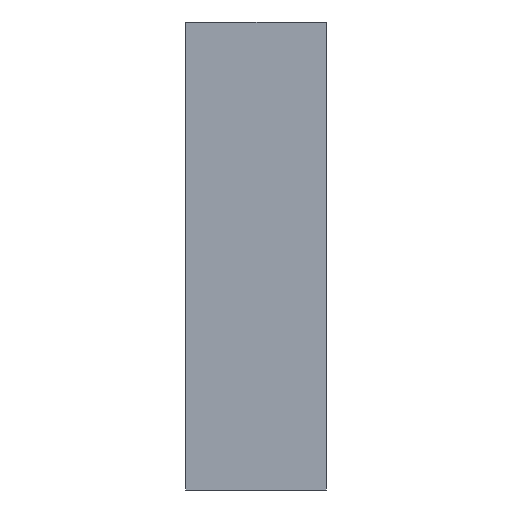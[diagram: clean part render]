
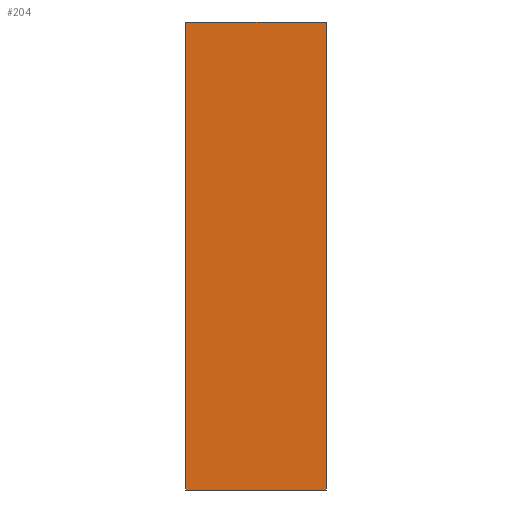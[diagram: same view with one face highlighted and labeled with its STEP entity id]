
A CAD part, left-side view. The second image highlights one B-rep face of the part: STEP entity #204.
In plain terms, the highlighted planar face has unit normal (-1, 0, 0).
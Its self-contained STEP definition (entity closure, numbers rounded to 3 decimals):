
#7 = VECTOR ( 'NONE', #471, 1000. ) ;
#9 = DIRECTION ( 'NONE',  ( 0., 0., 1. ) ) ;
#11 = CARTESIAN_POINT ( 'NONE',  ( -104., -0.75, 2.5 ) ) ;
#33 = EDGE_CURVE ( 'NONE', #397, #148, #178, .T. ) ;
#37 = VECTOR ( 'NONE', #9, 1000. ) ;
#49 = VERTEX_POINT ( 'NONE', #328 ) ;
#67 = VECTOR ( 'NONE', #104, 1000. ) ;
#81 = ORIENTED_EDGE ( 'NONE', *, *, #33, .F. ) ;
#88 = CARTESIAN_POINT ( 'NONE',  ( -104., -0.75, -2.5 ) ) ;
#98 = VECTOR ( 'NONE', #222, 1000. ) ;
#104 = DIRECTION ( 'NONE',  ( 0., -1., 0. ) ) ;
#116 = CARTESIAN_POINT ( 'NONE',  ( -104., 0., 0. ) ) ;
#146 = EDGE_CURVE ( 'NONE', #210, #397, #219, .T. ) ;
#148 = VERTEX_POINT ( 'NONE', #372 ) ;
#155 = LINE ( 'NONE', #190, #37 ) ;
#172 = CARTESIAN_POINT ( 'NONE',  ( -104., -0.75, 2.5 ) ) ;
#178 = LINE ( 'NONE', #291, #7 ) ;
#185 = ORIENTED_EDGE ( 'NONE', *, *, #473, .F. ) ;
#190 = CARTESIAN_POINT ( 'NONE',  ( -104., 0.75, 2.5 ) ) ;
#197 = AXIS2_PLACEMENT_3D ( 'NONE', #116, #342, #334 ) ;
#204 = ADVANCED_FACE ( 'NONE', ( #444 ), #231, .F. ) ;
#210 = VERTEX_POINT ( 'NONE', #11 ) ;
#219 = LINE ( 'NONE', #172, #98 ) ;
#220 = EDGE_CURVE ( 'NONE', #148, #49, #155, .T. ) ;
#222 = DIRECTION ( 'NONE',  ( 0., 0., -1. ) ) ;
#231 = PLANE ( 'NONE',  #197 ) ;
#263 = ORIENTED_EDGE ( 'NONE', *, *, #220, .F. ) ;
#286 = CARTESIAN_POINT ( 'NONE',  ( -104., 0.75, 2.5 ) ) ;
#291 = CARTESIAN_POINT ( 'NONE',  ( -104., 0.75, -2.5 ) ) ;
#299 = ORIENTED_EDGE ( 'NONE', *, *, #146, .F. ) ;
#328 = CARTESIAN_POINT ( 'NONE',  ( -104., 0.75, 2.5 ) ) ;
#334 = DIRECTION ( 'NONE',  ( 0., 0., -1. ) ) ;
#342 = DIRECTION ( 'NONE',  ( 1., 0., 0. ) ) ;
#361 = LINE ( 'NONE', #286, #67 ) ;
#372 = CARTESIAN_POINT ( 'NONE',  ( -104., 0.75, -2.5 ) ) ;
#397 = VERTEX_POINT ( 'NONE', #88 ) ;
#444 = FACE_OUTER_BOUND ( 'NONE', #445, .T. ) ;
#445 = EDGE_LOOP ( 'NONE', ( #185, #263, #81, #299 ) ) ;
#471 = DIRECTION ( 'NONE',  ( 0., 1., 0. ) ) ;
#473 = EDGE_CURVE ( 'NONE', #49, #210, #361, .T. ) ;
